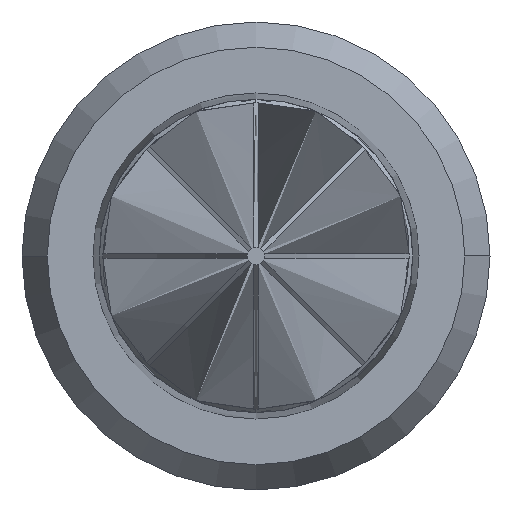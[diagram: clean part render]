
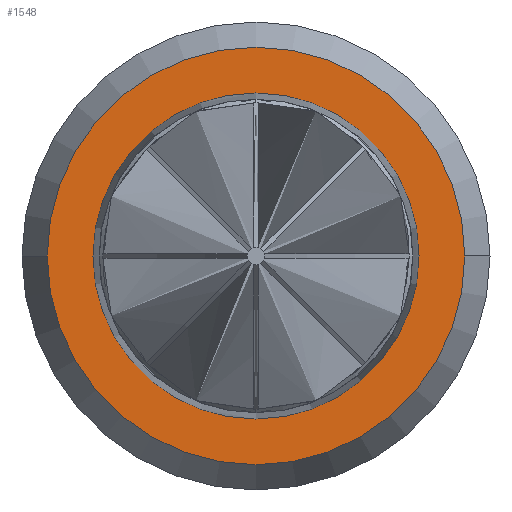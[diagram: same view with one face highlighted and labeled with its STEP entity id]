
A CAD part, left-side view. The second image highlights one B-rep face of the part: STEP entity #1548.
In plain terms, the highlighted planar face has unit normal (-1, 0, 0).
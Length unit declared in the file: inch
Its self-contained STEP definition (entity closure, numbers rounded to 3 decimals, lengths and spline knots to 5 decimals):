
#22 = CARTESIAN_POINT ( 'NONE',  ( 0., 0., 0. ) ) ;
#48 = DIRECTION ( 'NONE',  ( 1., 0., 0. ) ) ;
#51 = DIRECTION ( 'NONE',  ( 0., 1., 0. ) ) ;
#90 = FACE_OUTER_BOUND ( 'NONE', #646, .T. ) ;
#131 = FACE_BOUND ( 'NONE', #2009, .T. ) ;
#177 = CARTESIAN_POINT ( 'NONE',  ( 0., 0., 0. ) ) ;
#184 = CARTESIAN_POINT ( 'NONE',  ( 0., 0., 0.01874 ) ) ;
#348 = VERTEX_POINT ( 'NONE', #879 ) ;
#510 = VERTEX_POINT ( 'NONE', #765 ) ;
#511 = VERTEX_POINT ( 'NONE', #767 ) ;
#566 = DIRECTION ( 'NONE',  ( 1., 0., 0. ) ) ;
#583 = DIRECTION ( 'NONE',  ( 0., -1., 0. ) ) ;
#597 = VERTEX_POINT ( 'NONE', #184 ) ;
#619 = AXIS2_PLACEMENT_3D ( 'NONE', #1067, #1068, #1069 ) ;
#646 = EDGE_LOOP ( 'NONE', ( #740, #1886 ) ) ;
#682 = AXIS2_PLACEMENT_3D ( 'NONE', #1046, #1048, #1049 ) ;
#740 = ORIENTED_EDGE ( 'NONE', *, *, #991, .F. ) ;
#759 = CIRCLE ( 'NONE', #1258, 0.024 ) ;
#765 = CARTESIAN_POINT ( 'NONE',  ( 0., 0.024, 0. ) ) ;
#767 = CARTESIAN_POINT ( 'NONE',  ( 0., 0., -0.01874 ) ) ;
#768 = EDGE_CURVE ( 'NONE', #348, #510, #759, .T. ) ;
#801 = CIRCLE ( 'NONE', #1230, 0.024 ) ;
#832 = CIRCLE ( 'NONE', #1191, 0.01874 ) ;
#879 = CARTESIAN_POINT ( 'NONE',  ( 0., -0.024, 0. ) ) ;
#933 = DIRECTION ( 'NONE',  ( 1., 0., 0. ) ) ;
#963 = DIRECTION ( 'NONE',  ( 0., 1., 0. ) ) ;
#991 = EDGE_CURVE ( 'NONE', #510, #348, #801, .T. ) ;
#1022 = CARTESIAN_POINT ( 'NONE',  ( 0., 0., 0. ) ) ;
#1027 = PLANE ( 'NONE',  #619 ) ;
#1046 = CARTESIAN_POINT ( 'NONE',  ( 0., 0., 0. ) ) ;
#1048 = DIRECTION ( 'NONE',  ( 1., 0., 0. ) ) ;
#1049 = DIRECTION ( 'NONE',  ( 0., -1., 0. ) ) ;
#1067 = CARTESIAN_POINT ( 'NONE',  ( 0., 0.024, 0. ) ) ;
#1068 = DIRECTION ( 'NONE',  ( -1., 0., 0. ) ) ;
#1069 = DIRECTION ( 'NONE',  ( 0., -1., 0. ) ) ;
#1179 = CIRCLE ( 'NONE', #682, 0.01874 ) ;
#1191 = AXIS2_PLACEMENT_3D ( 'NONE', #1022, #566, #583 ) ;
#1230 = AXIS2_PLACEMENT_3D ( 'NONE', #177, #933, #963 ) ;
#1258 = AXIS2_PLACEMENT_3D ( 'NONE', #22, #48, #51 ) ;
#1267 = EDGE_CURVE ( 'NONE', #597, #511, #832, .T. ) ;
#1545 = EDGE_CURVE ( 'NONE', #511, #597, #1179, .T. ) ;
#1548 = ADVANCED_FACE ( 'NONE', ( #131, #90 ), #1027, .T. ) ;
#1684 = ORIENTED_EDGE ( 'NONE', *, *, #1545, .T. ) ;
#1765 = ORIENTED_EDGE ( 'NONE', *, *, #1267, .T. ) ;
#1886 = ORIENTED_EDGE ( 'NONE', *, *, #768, .F. ) ;
#2009 = EDGE_LOOP ( 'NONE', ( #1684, #1765 ) ) ;
